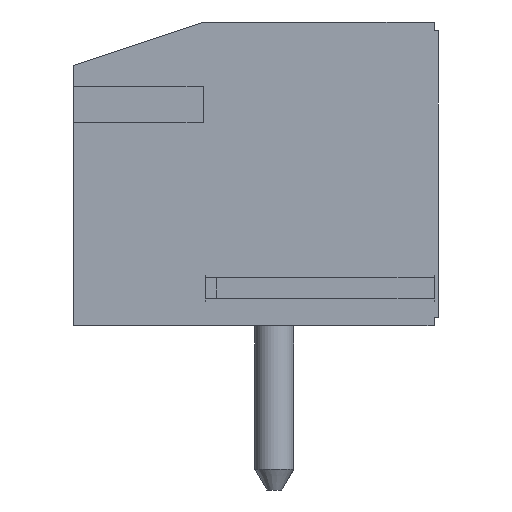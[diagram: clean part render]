
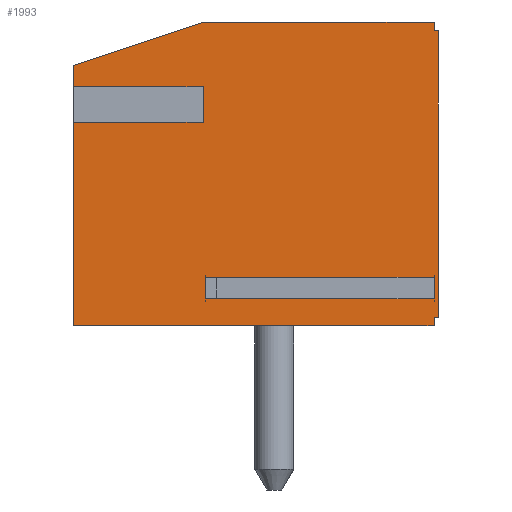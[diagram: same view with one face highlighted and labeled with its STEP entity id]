
A CAD part, left-side view. The second image highlights one B-rep face of the part: STEP entity #1993.
In plain terms, the highlighted planar face has unit normal (-1, 0, 0).
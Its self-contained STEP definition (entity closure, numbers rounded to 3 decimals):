
#1993=ADVANCED_FACE('',(#4173,#4174),#4175,.F.);
#4173=FACE_OUTER_BOUND('',#6445,.T.);
#4174=FACE_BOUND('',#6446,.T.);
#4175=PLANE('',#6447);
#6445=EDGE_LOOP('',(#12815,#12816,#12817,#12818,#12819,#12820,#12821,#12822,#12823,#12824,#12825,#12826,#12827));
#6446=EDGE_LOOP('',(#12828,#12829,#12830,#12831));
#6447=AXIS2_PLACEMENT_3D('',#12832,#12833,#12834);
#12815=ORIENTED_EDGE('',*,*,#16290,.T.);
#12816=ORIENTED_EDGE('',*,*,#16199,.T.);
#12817=ORIENTED_EDGE('',*,*,#14396,.T.);
#12818=ORIENTED_EDGE('',*,*,#15989,.T.);
#12819=ORIENTED_EDGE('',*,*,#15333,.T.);
#12820=ORIENTED_EDGE('',*,*,#16100,.F.);
#12821=ORIENTED_EDGE('',*,*,#15256,.T.);
#12822=ORIENTED_EDGE('',*,*,#14411,.F.);
#12823=ORIENTED_EDGE('',*,*,#16177,.F.);
#12824=ORIENTED_EDGE('',*,*,#15755,.F.);
#12825=ORIENTED_EDGE('',*,*,#13723,.F.);
#12826=ORIENTED_EDGE('',*,*,#16291,.T.);
#12827=ORIENTED_EDGE('',*,*,#14633,.T.);
#12828=ORIENTED_EDGE('',*,*,#16292,.T.);
#12829=ORIENTED_EDGE('',*,*,#15616,.T.);
#12830=ORIENTED_EDGE('',*,*,#13973,.T.);
#12831=ORIENTED_EDGE('',*,*,#16071,.T.);
#12832=CARTESIAN_POINT('',(-24.5,4.101,3.386));
#12833=DIRECTION('',(1.0,0.0,0.));
#12834=DIRECTION('',(0.,0.0,-1.0));
#13723=EDGE_CURVE('',#16532,#16534,#16535,.T.);
#13973=EDGE_CURVE('',#16990,#16988,#16991,.T.);
#14396=EDGE_CURVE('',#17715,#17397,#17716,.T.);
#14411=EDGE_CURVE('',#17739,#17741,#17742,.T.);
#14633=EDGE_CURVE('',#18100,#17403,#18101,.T.);
#15256=EDGE_CURVE('',#19064,#17741,#19065,.T.);
#15333=EDGE_CURVE('',#19168,#19166,#19169,.T.);
#15616=EDGE_CURVE('',#19567,#16990,#19568,.T.);
#15755=EDGE_CURVE('',#16534,#19750,#19751,.T.);
#15989=EDGE_CURVE('',#17397,#19168,#20035,.T.);
#16071=EDGE_CURVE('',#16988,#20134,#20135,.T.);
#16100=EDGE_CURVE('',#19064,#19166,#20167,.T.);
#16177=EDGE_CURVE('',#19750,#17739,#20257,.T.);
#16199=EDGE_CURVE('',#20281,#17715,#20282,.T.);
#16290=EDGE_CURVE('',#17403,#20281,#20381,.T.);
#16291=EDGE_CURVE('',#16532,#18100,#20382,.T.);
#16292=EDGE_CURVE('',#20134,#19567,#20383,.T.);
#16532=VERTEX_POINT('',#20685);
#16534=VERTEX_POINT('',#20688);
#16535=LINE('',#20689,#20690);
#16988=VERTEX_POINT('',#21318);
#16990=VERTEX_POINT('',#21321);
#16991=LINE('',#21322,#21323);
#17397=VERTEX_POINT('',#21867);
#17403=VERTEX_POINT('',#21876);
#17715=VERTEX_POINT('',#22322);
#17716=LINE('',#22323,#22324);
#17739=VERTEX_POINT('',#22357);
#17741=VERTEX_POINT('',#22360);
#17742=LINE('',#22361,#22362);
#18100=VERTEX_POINT('',#22861);
#18101=LINE('',#22862,#22863);
#19064=VERTEX_POINT('',#24242);
#19065=LINE('',#24243,#24244);
#19166=VERTEX_POINT('',#24388);
#19168=VERTEX_POINT('',#24391);
#19169=LINE('',#24392,#24393);
#19567=VERTEX_POINT('',#24960);
#19568=LINE('',#24961,#24962);
#19750=VERTEX_POINT('',#25215);
#19751=LINE('',#25216,#25217);
#20035=LINE('',#25645,#25646);
#20134=VERTEX_POINT('',#25772);
#20135=LINE('',#25773,#25774);
#20167=LINE('',#25822,#25823);
#20257=LINE('',#25945,#25946);
#20281=VERTEX_POINT('',#25981);
#20282=LINE('',#25982,#25983);
#20381=LINE('',#26118,#26119);
#20382=LINE('',#26120,#26121);
#20383=LINE('',#26122,#26123);
#20685=CARTESIAN_POINT('',(-24.5,5.432,7.041));
#20688=CARTESIAN_POINT('',(-24.5,0.103,7.041));
#20689=CARTESIAN_POINT('',(-24.5,5.432,7.041));
#20690=VECTOR('',#26320,1.0);
#21318=CARTESIAN_POINT('',(-24.5,0.1,1.13));
#21321=CARTESIAN_POINT('',(-24.5,5.4,1.13));
#21322=CARTESIAN_POINT('',(-24.5,2.1,1.13));
#21323=VECTOR('',#26611,1.0);
#21867=CARTESIAN_POINT('',(-24.5,8.452,4.875));
#21876=CARTESIAN_POINT('',(-24.5,8.452,5.379));
#22322=CARTESIAN_POINT('',(-24.5,5.453,4.875));
#22323=CARTESIAN_POINT('',(-24.5,4.777,4.875));
#22324=VECTOR('',#27109,1.0);
#22357=CARTESIAN_POINT('',(-24.5,0.0,6.836));
#22360=CARTESIAN_POINT('',(-24.5,0.0,0.199));
#22361=CARTESIAN_POINT('',(-24.5,0.0,6.836));
#22362=VECTOR('',#27121,1.0);
#22861=CARTESIAN_POINT('',(-24.5,8.452,6.034));
#22862=CARTESIAN_POINT('',(-24.5,8.452,6.034));
#22863=VECTOR('',#27377,1.0);
#24242=CARTESIAN_POINT('',(-24.5,0.103,0.199));
#24243=CARTESIAN_POINT('',(-24.5,0.103,0.199));
#24244=VECTOR('',#28007,1.0);
#24388=CARTESIAN_POINT('',(-24.5,0.103,0.));
#24391=CARTESIAN_POINT('',(-24.5,8.452,0.));
#24392=CARTESIAN_POINT('',(-24.5,8.452,0.));
#24393=VECTOR('',#28100,1.0);
#24960=CARTESIAN_POINT('',(-24.5,5.4,0.626));
#24961=CARTESIAN_POINT('',(-24.5,5.4,2.132));
#24962=VECTOR('',#28396,1.0);
#25215=CARTESIAN_POINT('',(-24.5,0.103,6.836));
#25216=CARTESIAN_POINT('',(-24.5,0.103,7.041));
#25217=VECTOR('',#28537,1.0);
#25645=CARTESIAN_POINT('',(-24.5,8.452,6.034));
#25646=VECTOR('',#28727,1.0);
#25772=CARTESIAN_POINT('',(-24.5,0.1,0.626));
#25773=CARTESIAN_POINT('',(-24.5,0.1,2.132));
#25774=VECTOR('',#28824,1.0);
#25822=CARTESIAN_POINT('',(-24.5,0.103,0.199));
#25823=VECTOR('',#28844,1.0);
#25945=CARTESIAN_POINT('',(-24.5,0.103,6.836));
#25946=VECTOR('',#28907,1.0);
#25981=CARTESIAN_POINT('',(-24.5,5.453,5.379));
#25982=CARTESIAN_POINT('',(-24.5,5.453,4.257));
#25983=VECTOR('',#28919,1.0);
#26118=CARTESIAN_POINT('',(-24.5,4.777,5.379));
#26119=VECTOR('',#28980,1.0);
#26120=CARTESIAN_POINT('',(-24.5,5.432,7.041));
#26121=VECTOR('',#28981,1.0);
#26122=CARTESIAN_POINT('',(-24.5,2.1,0.626));
#26123=VECTOR('',#28982,1.0);
#26320=DIRECTION('',(0.0,-1.0,0.0));
#26611=DIRECTION('',(0.,-1.0,0.));
#27109=DIRECTION('',(0.,1.0,0.));
#27121=DIRECTION('',(0.,0.0,-1.0));
#27377=DIRECTION('',(0.,0.0,-1.0));
#28007=DIRECTION('',(0.0,-1.0,0.0));
#28100=DIRECTION('',(0.0,-1.0,0.0));
#28396=DIRECTION('',(0.,0.,1.0));
#28537=DIRECTION('',(0.,0.0,-1.0));
#28727=DIRECTION('',(0.,0.0,-1.0));
#28824=DIRECTION('',(0.,0.,-1.0));
#28844=DIRECTION('',(0.,0.0,-1.0));
#28907=DIRECTION('',(0.0,-1.0,0.0));
#28919=DIRECTION('',(0.,0.,-1.0));
#28980=DIRECTION('',(0.,-1.0,0.));
#28981=DIRECTION('',(0.,0.949,-0.316));
#28982=DIRECTION('',(0.,1.0,0.));
